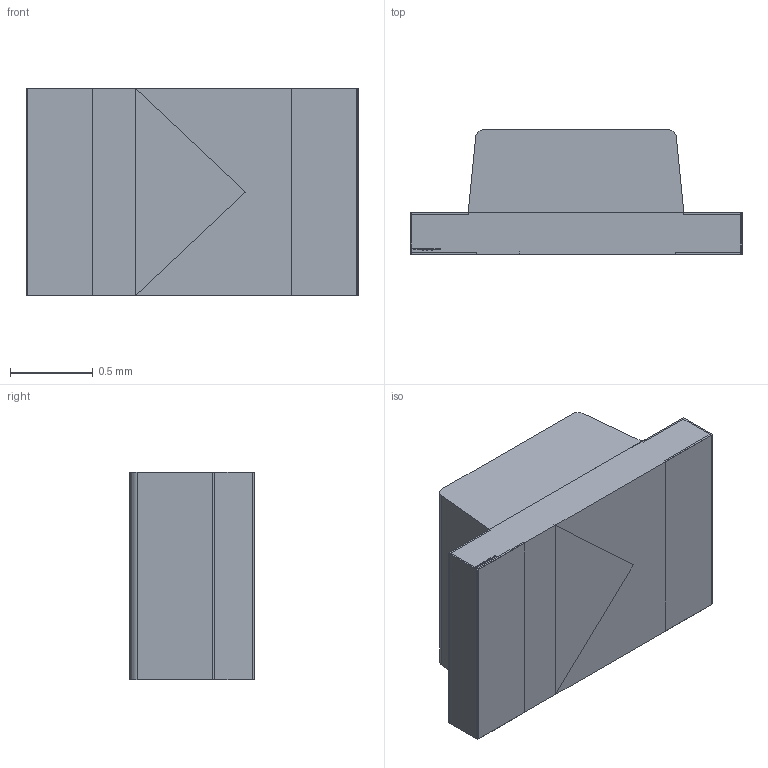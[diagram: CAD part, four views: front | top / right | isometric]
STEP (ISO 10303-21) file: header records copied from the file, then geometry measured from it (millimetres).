
FILE_DESCRIPTION(/* description */ (''),/* implementation_level */ '2;1');
FILE_NAME(/* name */ 'APT2012 v1-pin1.step',/* time_stamp */ '2017-09-07T18:22:13+02:00',/* author */ (''),/* organization */ (''),/* preprocessor_version */ 'ST-DEVELOPER v16.13',/* originating_system */ 'Autodesk Translation Framework v6.1.1.50',/* authorisation */ '');
FILE_SCHEMA (('AUTOMOTIVE_DESIGN { 1 0 10303 214 3 1 1 }'));
Length unit declared in the file: millimetre
Products named in the file (1): APT2012 v2
Bounding box: 2 x 0.75 x 1.25 mm (x, y, z)
Volume: 1.4 mm3; surface area: 19.2 mm2
Topology: 10 solids, 10 shells, 331 faces, 849 edges, 566 vertices
Faces by surface type: plane 214, bspline 108, cylinder 9
Entity records: 15535 total; most frequent: CARTESIAN_POINT 7793, ORIENTED_EDGE 1698, DIRECTION 1115, EDGE_CURVE 849, LINE 615, VECTOR 615, VERTEX_POINT 566, EDGE_LOOP 359
